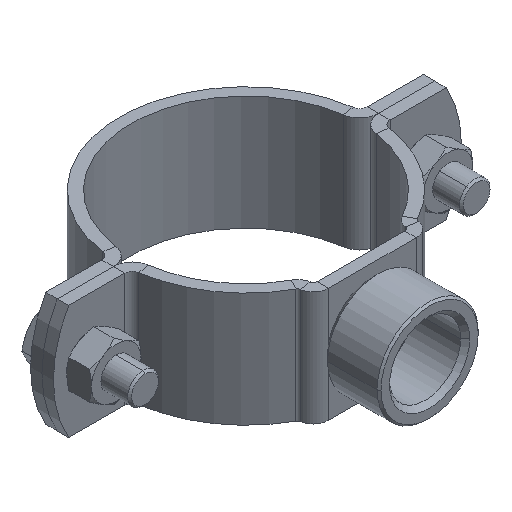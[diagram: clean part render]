
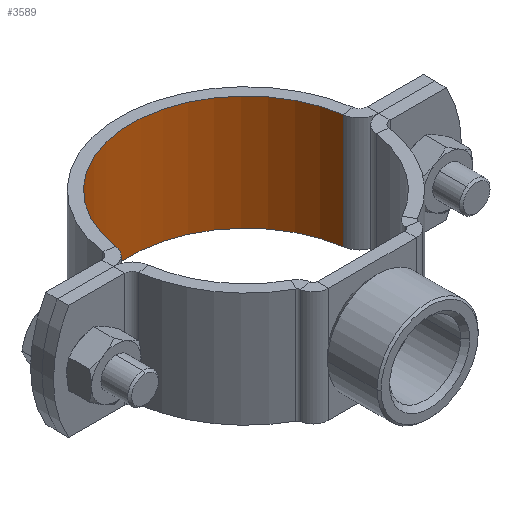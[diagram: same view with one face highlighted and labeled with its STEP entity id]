
A CAD part, isometric view. The second image highlights one B-rep face of the part: STEP entity #3589.
In plain terms, the highlighted cylindrical face has radius 30.15 mm (diameter 60.3 mm), a partial arc.
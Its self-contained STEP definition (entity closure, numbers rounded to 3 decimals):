
#2 = VERTEX_POINT ( 'NONE', #357 ) ;
#204 = DIRECTION ( 'NONE',  ( -1., 0., 0. ) ) ;
#295 = DIRECTION ( 'NONE',  ( 0., 0., -1. ) ) ;
#357 = CARTESIAN_POINT ( 'NONE',  ( -29.843, -4.289, 15. ) ) ;
#524 = CARTESIAN_POINT ( 'NONE',  ( 0., 0., -15. ) ) ;
#562 = EDGE_CURVE ( 'NONE', #2, #1266, #3138, .T. ) ;
#638 = EDGE_CURVE ( 'NONE', #1716, #1439, #3164, .T. ) ;
#646 = CYLINDRICAL_SURFACE ( 'NONE', #3783, 30.15 ) ;
#911 = ORIENTED_EDGE ( 'NONE', *, *, #2921, .F. ) ;
#919 = ORIENTED_EDGE ( 'NONE', *, *, #562, .T. ) ;
#923 = ORIENTED_EDGE ( 'NONE', *, *, #3185, .T. ) ;
#1266 = VERTEX_POINT ( 'NONE', #3260 ) ;
#1389 = CARTESIAN_POINT ( 'NONE',  ( 0., 0., 15. ) ) ;
#1406 = LINE ( 'NONE', #2808, #4537 ) ;
#1439 = VERTEX_POINT ( 'NONE', #4956 ) ;
#1671 = ORIENTED_EDGE ( 'NONE', *, *, #638, .F. ) ;
#1716 = VERTEX_POINT ( 'NONE', #4425 ) ;
#1756 = EDGE_LOOP ( 'NONE', ( #1671, #911, #919, #923 ) ) ;
#2198 = DIRECTION ( 'NONE',  ( 0., 0., 1. ) ) ;
#2287 = CARTESIAN_POINT ( 'NONE',  ( 0., 0., 15. ) ) ;
#2356 = LINE ( 'NONE', #3734, #4781 ) ;
#2796 = DIRECTION ( 'NONE',  ( 0., 0., 1. ) ) ;
#2808 = CARTESIAN_POINT ( 'NONE',  ( -29.843, -4.289, 15. ) ) ;
#2921 = EDGE_CURVE ( 'NONE', #2, #1716, #1406, .T. ) ;
#3138 = CIRCLE ( 'NONE', #3147, 30.15 ) ;
#3147 = AXIS2_PLACEMENT_3D ( 'NONE', #1389, #2796, #4316 ) ;
#3164 = CIRCLE ( 'NONE', #3213, 30.15 ) ;
#3185 = EDGE_CURVE ( 'NONE', #1266, #1439, #2356, .T. ) ;
#3213 = AXIS2_PLACEMENT_3D ( 'NONE', #524, #2198, #3563 ) ;
#3260 = CARTESIAN_POINT ( 'NONE',  ( 29.843, -4.289, 15. ) ) ;
#3563 = DIRECTION ( 'NONE',  ( 1., 0., 0. ) ) ;
#3589 = ADVANCED_FACE ( 'NONE', ( #4058 ), #646, .F. ) ;
#3660 = DIRECTION ( 'NONE',  ( 0., 0., -1. ) ) ;
#3734 = CARTESIAN_POINT ( 'NONE',  ( 29.843, -4.289, 15. ) ) ;
#3783 = AXIS2_PLACEMENT_3D ( 'NONE', #2287, #3660, #204 ) ;
#4058 = FACE_OUTER_BOUND ( 'NONE', #1756, .T. ) ;
#4316 = DIRECTION ( 'NONE',  ( 1., 0., 0. ) ) ;
#4333 = DIRECTION ( 'NONE',  ( 0., 0., -1. ) ) ;
#4425 = CARTESIAN_POINT ( 'NONE',  ( -29.843, -4.289, -15. ) ) ;
#4537 = VECTOR ( 'NONE', #4333, 1000. ) ;
#4781 = VECTOR ( 'NONE', #295, 1000. ) ;
#4956 = CARTESIAN_POINT ( 'NONE',  ( 29.843, -4.289, -15. ) ) ;
